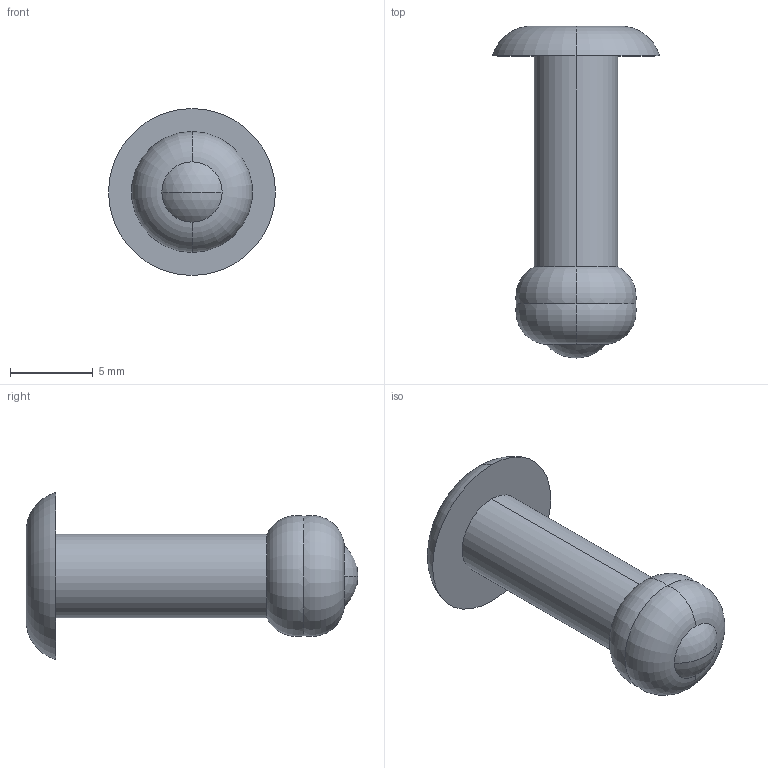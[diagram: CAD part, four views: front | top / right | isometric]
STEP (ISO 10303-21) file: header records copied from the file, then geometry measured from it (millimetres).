
FILE_DESCRIPTION (( 'STEP AP214' ), '1' );
FILE_NAME ('01661-00631MING_12_70mm.STEP', '2016-04-28T09:07:40', ( '' ), ( '' ), 'SwSTEP 2.0', 'SolidWorks 2015', '' );
FILE_SCHEMA (( 'AUTOMOTIVE_DESIGN' ));
Length unit declared in the file: millimetre
Products named in the file (1): 01661-00631MING_12_70mm
Bounding box: 10.06 x 20 x 10.06 mm (x, y, z)
Volume: 535.2 mm3; surface area: 498.7 mm2
Topology: 1 solids, 1 shells, 12 faces, 24 edges, 15 vertices
Faces by surface type: torus 6, cylinder 2, sphere 2, plane 2
Entity records: 360 total; most frequent: DIRECTION 72, CARTESIAN_POINT 52, ORIENTED_EDGE 48, AXIS2_PLACEMENT_3D 35, EDGE_CURVE 24, CIRCLE 22, VERTEX_POINT 15, EDGE_LOOP 13
